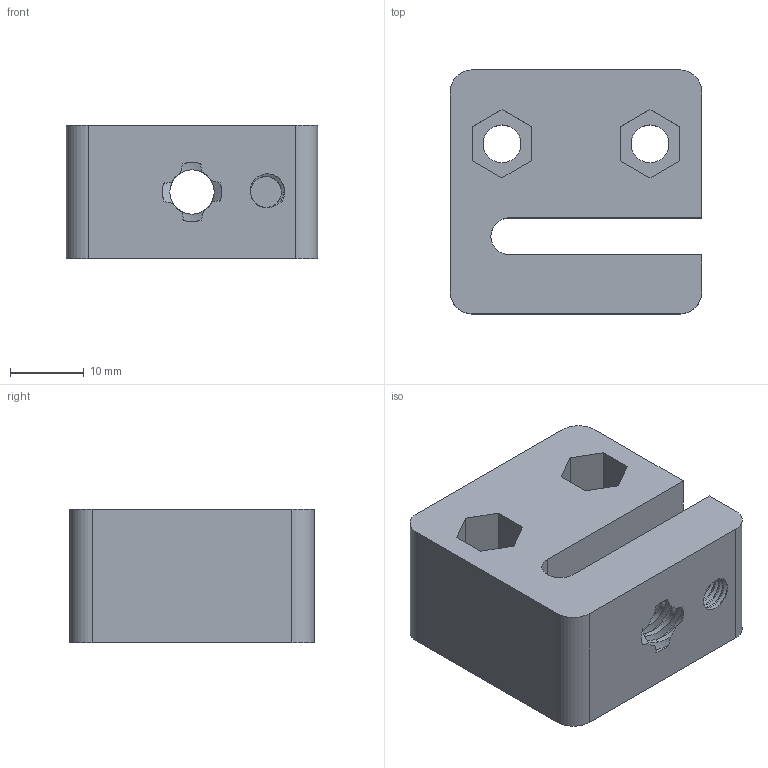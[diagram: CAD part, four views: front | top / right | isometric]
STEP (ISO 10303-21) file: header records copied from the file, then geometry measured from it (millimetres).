
FILE_DESCRIPTION (( 'STEP AP203' ), '1' );
FILE_NAME ('trapezova matice pro vozik.STEP', '2022-02-15T17:02:40', ( '' ), ( '' ), 'SwSTEP 2.0', 'SolidWorks 2021', '' );
FILE_SCHEMA (( 'CONFIG_CONTROL_DESIGN' ));
Length unit declared in the file: millimetre
Products named in the file (1): trapezova matice pro vozik
Bounding box: 34 x 33 x 18 mm (x, y, z)
Volume: 15160.2 mm3; surface area: 7016 mm2
Topology: 1 solids, 1 shells, 139 faces, 404 edges, 269 vertices
Faces by surface type: cylinder 90, bspline 26, plane 23
Entity records: 15200 total; most frequent: CARTESIAN_POINT 12040, ORIENTED_EDGE 808, DIRECTION 453, EDGE_CURVE 404, VERTEX_POINT 269, AXIS2_PLACEMENT_3D 158, EDGE_LOOP 151, ADVANCED_FACE 139
